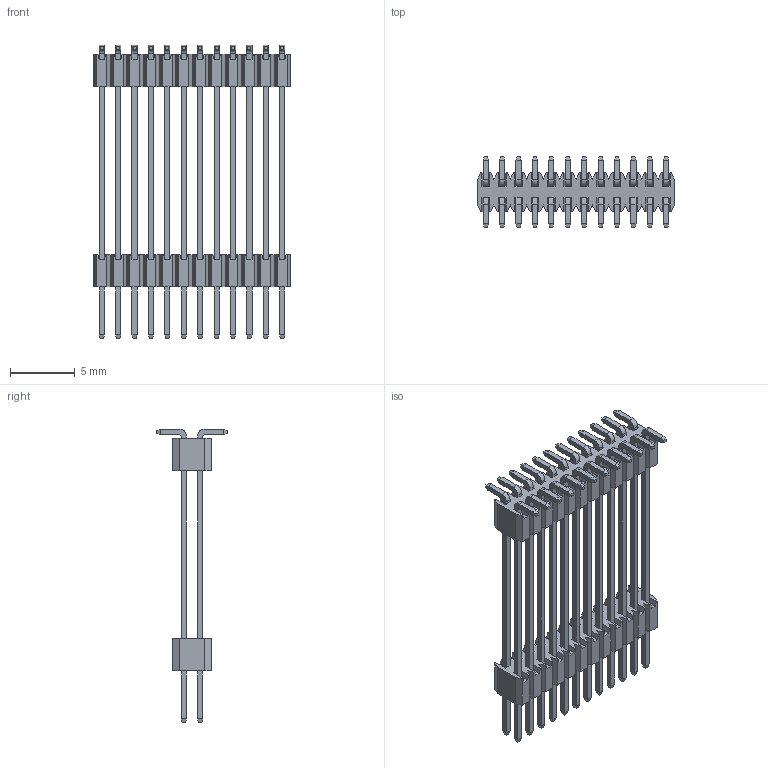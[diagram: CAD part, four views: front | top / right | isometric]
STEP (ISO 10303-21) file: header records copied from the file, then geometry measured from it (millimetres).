
FILE_DESCRIPTION (( 'STEP AP214' ), '1' );
FILE_NAME ('FPH12748-D24S1014110931M-REF.STEP', '2025-10-21T08:00:22', ( '' ), ( '' ), 'SwSTEP 2.0', 'SolidWorks 2021', '' );
FILE_SCHEMA (( 'AUTOMOTIVE_DESIGN' ));
Length unit declared in the file: millimetre
Products named in the file (1): FPH12748-D24S1014110931M-REF
Bounding box: 15.24 x 5.5 x 22.7 mm (x, y, z)
Volume: 280.5 mm3; surface area: 1196.4 mm2
Topology: 1 solids, 1 shells, 1016 faces, 2652 edges, 1640 vertices
Faces by surface type: plane 968, cylinder 48
Entity records: 30206 total; most frequent: CARTESIAN_POINT 5309, ORIENTED_EDGE 5304, DIRECTION 4782, EDGE_CURVE 2652, VECTOR 2556, LINE 2556, VERTEX_POINT 1640, AXIS2_PLACEMENT_3D 1113
